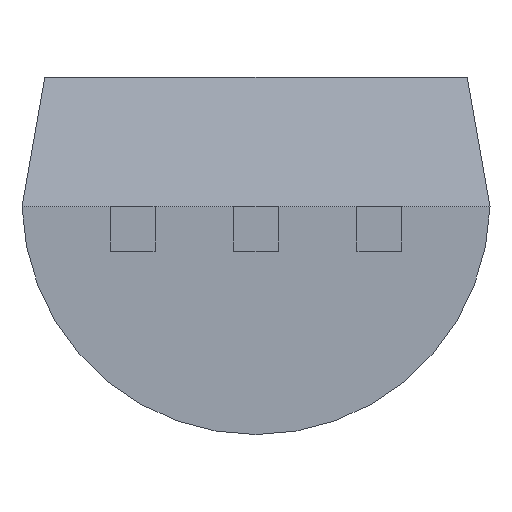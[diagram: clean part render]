
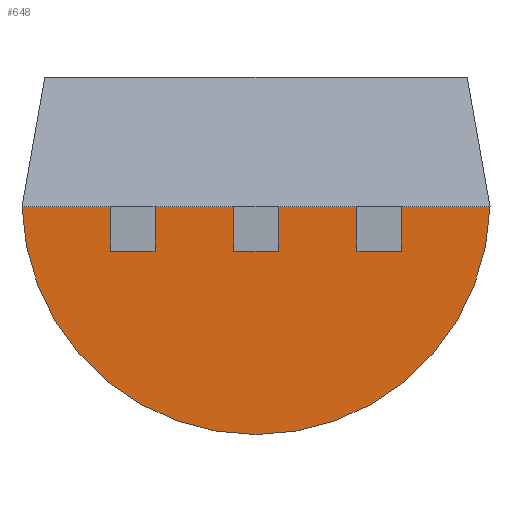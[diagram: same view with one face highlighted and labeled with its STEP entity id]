
A CAD part, front view. The second image highlights one B-rep face of the part: STEP entity #648.
In plain terms, the highlighted planar face has unit normal (0, -1, 0).
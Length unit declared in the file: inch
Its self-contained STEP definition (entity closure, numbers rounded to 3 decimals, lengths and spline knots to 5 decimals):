
#13 = EDGE_CURVE ( 'NONE', #348, #150, #162, .T. ) ;
#19 = CARTESIAN_POINT ( 'NONE',  ( 0., 0., 0.02253 ) ) ;
#24 = DIRECTION ( 'NONE',  ( 0., 0., -1. ) ) ;
#32 = EDGE_CURVE ( 'NONE', #150, #583, #419, .T. ) ;
#34 = CARTESIAN_POINT ( 'NONE',  ( 0., 0., 0.02253 ) ) ;
#58 = AXIS2_PLACEMENT_3D ( 'NONE', #34, #464, #750 ) ;
#69 = CARTESIAN_POINT ( 'NONE',  ( 0., 0., 0.02253 ) ) ;
#143 = DIRECTION ( 'NONE',  ( 0., -1., 0. ) ) ;
#150 = VERTEX_POINT ( 'NONE', #217 ) ;
#162 = CIRCLE ( 'NONE', #290, 0.09503 ) ;
#163 = EDGE_LOOP ( 'NONE', ( #427, #406, #616 ) ) ;
#214 = CIRCLE ( 'NONE', #58, 0.09503 ) ;
#217 = CARTESIAN_POINT ( 'NONE',  ( -0.095, 0., 0.02 ) ) ;
#267 = PLANE ( 'NONE',  #319 ) ;
#290 = AXIS2_PLACEMENT_3D ( 'NONE', #19, #638, #740 ) ;
#319 = AXIS2_PLACEMENT_3D ( 'NONE', #69, #143, #24 ) ;
#348 = VERTEX_POINT ( 'NONE', #442 ) ;
#406 = ORIENTED_EDGE ( 'NONE', *, *, #13, .F. ) ;
#419 = LINE ( 'NONE', #535, #673 ) ;
#427 = ORIENTED_EDGE ( 'NONE', *, *, #32, .F. ) ;
#442 = CARTESIAN_POINT ( 'NONE',  ( 0., 0., -0.0725 ) ) ;
#464 = DIRECTION ( 'NONE',  ( 0., 1., 0. ) ) ;
#484 = FACE_OUTER_BOUND ( 'NONE', #163, .T. ) ;
#510 = EDGE_CURVE ( 'NONE', #583, #348, #214, .T. ) ;
#535 = CARTESIAN_POINT ( 'NONE',  ( -0.095, 0., 0.02 ) ) ;
#567 = DIRECTION ( 'NONE',  ( 1., 0., 0. ) ) ;
#583 = VERTEX_POINT ( 'NONE', #746 ) ;
#616 = ORIENTED_EDGE ( 'NONE', *, *, #510, .F. ) ;
#638 = DIRECTION ( 'NONE',  ( 0., 1., 0. ) ) ;
#648 = ADVANCED_FACE ( 'NONE', ( #484 ), #267, .T. ) ;
#673 = VECTOR ( 'NONE', #567, 39.37008 ) ;
#740 = DIRECTION ( 'NONE',  ( 0., 0., -1. ) ) ;
#746 = CARTESIAN_POINT ( 'NONE',  ( 0.095, 0., 0.02 ) ) ;
#750 = DIRECTION ( 'NONE',  ( 0., 0., -1. ) ) ;
